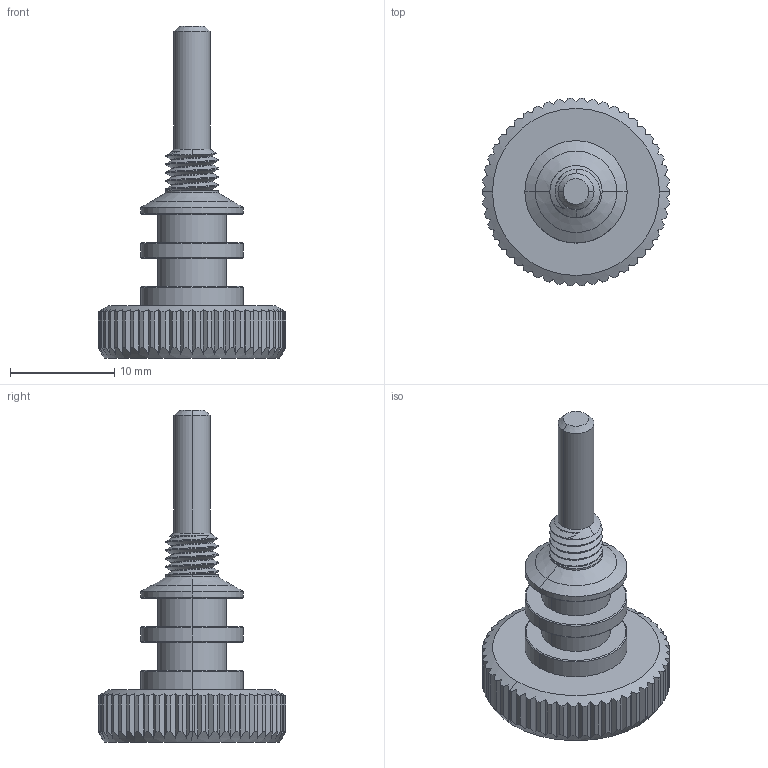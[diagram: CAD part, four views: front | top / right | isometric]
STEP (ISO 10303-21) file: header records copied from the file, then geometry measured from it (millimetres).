
FILE_DESCRIPTION (( 'STEP AP203' ), '1' );
FILE_NAME ('SWITCH-M-DIAL-10-A-X1.STEP', '2016-10-24T17:28:06', ( '' ), ( '' ), 'SwSTEP 2.0', 'SolidWorks 2014', '' );
FILE_SCHEMA (( 'CONFIG_CONTROL_DESIGN' ));
Length unit declared in the file: millimetre
Products named in the file (1): SWITCH-M-DIAL-10-A-X1
Bounding box: 18 x 17.99 x 31.8 mm (x, y, z)
Volume: 1941.5 mm3; surface area: 1413.6 mm2
Topology: 1 solids, 1 shells, 205 faces, 576 edges, 378 vertices
Faces by surface type: plane 108, cylinder 74, cone 20, bspline 3
Entity records: 7846 total; most frequent: CARTESIAN_POINT 2825, ORIENTED_EDGE 1152, DIRECTION 904, EDGE_CURVE 576, VERTEX_POINT 378, AXIS2_PLACEMENT_3D 355, EDGE_LOOP 210, B_SPLINE_CURVE_WITH_KNOTS 208
